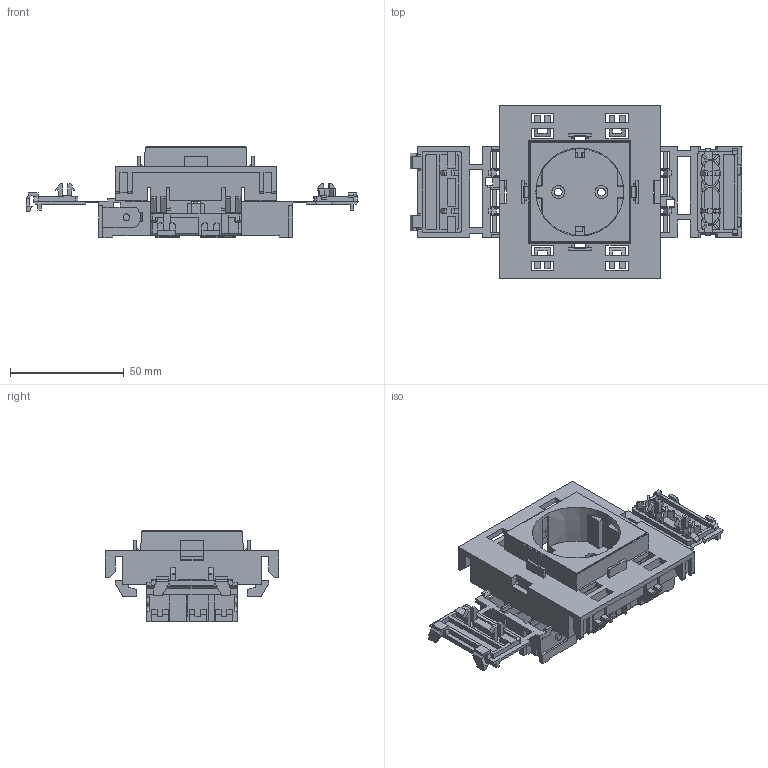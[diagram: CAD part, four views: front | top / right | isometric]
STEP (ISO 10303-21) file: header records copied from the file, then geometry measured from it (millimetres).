
FILE_DESCRIPTION (( 'STEP AP214' ), '1' );
FILE_NAME ('6120422_KSTP1.stp', '2025-09-30T11:47:56', ( '' ), ( '' ), 'SwSTEP 2.0', 'SolidWorks 2024', '' );
FILE_SCHEMA (( 'AUTOMOTIVE_DESIGN' ));
Length unit declared in the file: millimetre
Products named in the file (8): 044679_Standard; 044052_Standard; 104820_Standard; 6120422_KSTP1; 044053_Standard; 104821_Standard; 061101_Standard; 044036_Standard
Assembly tree (7 placements, depth 3):
  6120422_KSTP1
    044036_Standard
    044052_Standard
    044053_Standard
    104821_Standard
      104820_Standard
      044679_Standard
    061101_Standard
Bounding box: 146.1 x 76.2 x 40.25 mm (x, y, z)
Volume: 54075.5 mm3; surface area: 69008 mm2
Topology: 6 solids, 6 shells, 2338 faces, 6679 edges, 4287 vertices
Faces by surface type: plane 1759, cylinder 346, bspline 145, cone 82, torus 6
Entity records: 81984 total; most frequent: CARTESIAN_POINT 22578, ORIENTED_EDGE 13346, DIRECTION 10876, EDGE_CURVE 6673, LINE 5518, VECTOR 5518, VERTEX_POINT 4287, AXIS2_PLACEMENT_3D 2679
